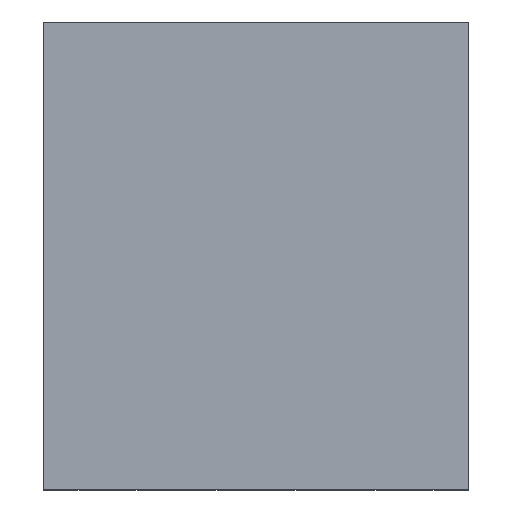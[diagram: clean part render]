
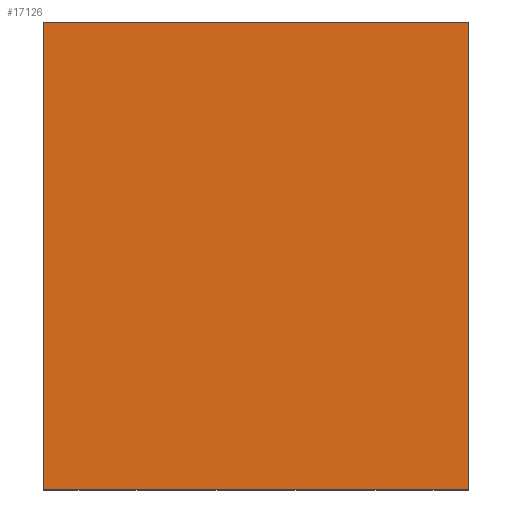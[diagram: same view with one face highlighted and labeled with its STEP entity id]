
A CAD part, top view. The second image highlights one B-rep face of the part: STEP entity #17126.
In plain terms, the highlighted face is planar.
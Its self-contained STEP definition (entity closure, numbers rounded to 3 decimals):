
#12550=DIRECTION('',(1.,0.,0.));
#12551=VECTOR('',#12550,5.);
#12552=CARTESIAN_POINT('',(-2.5,0.975,2.75));
#12553=LINE('',#12552,#12551);
#12557=DIRECTION('',(0.,0.,1.));
#12558=VECTOR('',#12557,5.5);
#12559=CARTESIAN_POINT('',(-2.5,0.975,-2.75));
#12560=LINE('',#12559,#12558);
#12564=DIRECTION('',(-1.,0.,0.));
#12565=VECTOR('',#12564,5.);
#12566=CARTESIAN_POINT('',(2.5,0.975,-2.75));
#12567=LINE('',#12566,#12565);
#12571=DIRECTION('',(0.,0.,-1.));
#12572=VECTOR('',#12571,5.5);
#12573=CARTESIAN_POINT('',(2.5,0.975,2.75));
#12574=LINE('',#12573,#12572);
#14837=CARTESIAN_POINT('',(-2.5,0.975,2.75));
#14838=CARTESIAN_POINT('',(2.5,0.975,2.75));
#14839=VERTEX_POINT('',#14837);
#14840=VERTEX_POINT('',#14838);
#14841=CARTESIAN_POINT('',(2.5,0.975,-2.75));
#14842=VERTEX_POINT('',#14841);
#14843=CARTESIAN_POINT('',(-2.5,0.975,-2.75));
#14844=VERTEX_POINT('',#14843);
#17115=CARTESIAN_POINT('',(0.,0.975,0.));
#17116=DIRECTION('',(0.,1.,0.));
#17117=DIRECTION('',(1.,0.,0.));
#17118=AXIS2_PLACEMENT_3D('',#17115,#17116,#17117);
#17119=PLANE('',#17118);
#17120=ORIENTED_EDGE('',*,*,#16816,.F.);
#17121=ORIENTED_EDGE('',*,*,#16894,.F.);
#17122=ORIENTED_EDGE('',*,*,#16970,.F.);
#17123=ORIENTED_EDGE('',*,*,#17046,.F.);
#17124=EDGE_LOOP('',(#17120,#17121,#17122,#17123));
#17125=FACE_OUTER_BOUND('',#17124,.F.);
#16816=EDGE_CURVE('',#14839,#14840,#12553,.T.);
#16894=EDGE_CURVE('',#14844,#14839,#12560,.T.);
#16970=EDGE_CURVE('',#14842,#14844,#12567,.T.);
#17046=EDGE_CURVE('',#14840,#14842,#12574,.T.);
#17126=ADVANCED_FACE('',(#17125),#17119,.T.);
